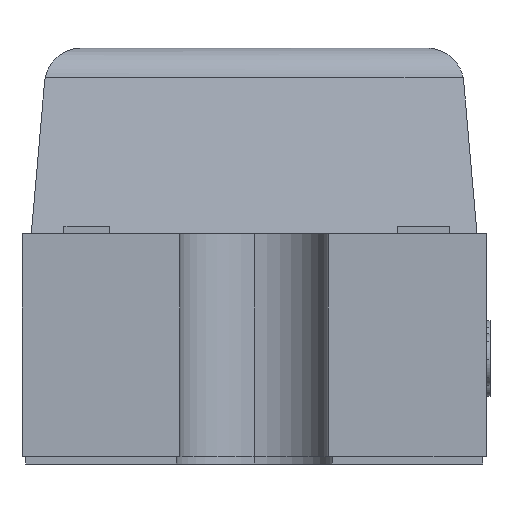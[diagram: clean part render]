
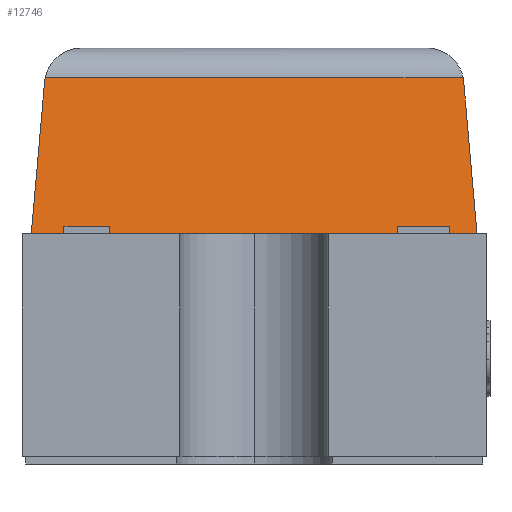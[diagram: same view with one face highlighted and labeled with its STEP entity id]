
A CAD part, left-side view. The second image highlights one B-rep face of the part: STEP entity #12746.
In plain terms, the highlighted planar face has unit normal (-0.981, 0, 0.196).
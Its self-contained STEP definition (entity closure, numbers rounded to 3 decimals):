
#439 = CARTESIAN_POINT ( 'NONE',  ( -0.617, 0.563, 1.016 ) ) ;
#615 = CARTESIAN_POINT ( 'NONE',  ( -0.7, 0.6, 0.6 ) ) ;
#737 = CARTESIAN_POINT ( 'NONE',  ( -0.616, -0.563, 1.02 ) ) ;
#807 = EDGE_CURVE ( 'NONE', #4514, #3161, #8171, .T. ) ;
#1158 = DIRECTION ( 'NONE',  ( 0.981, 0., -0.196 ) ) ;
#1194 = EDGE_CURVE ( 'NONE', #1671, #5051, #13685, .T. ) ;
#1208 = EDGE_CURVE ( 'NONE', #7639, #4514, #2780, .T. ) ;
#1238 = VERTEX_POINT ( 'NONE', #7881 ) ;
#1470 = CARTESIAN_POINT ( 'NONE',  ( -0.7, -0.527, 0.6 ) ) ;
#1671 = VERTEX_POINT ( 'NONE', #13351 ) ;
#1738 = DIRECTION ( 'NONE',  ( 0., -1., 0. ) ) ;
#1848 = CARTESIAN_POINT ( 'NONE',  ( -0.618, -0.564, 1.009 ) ) ;
#1924 = EDGE_LOOP ( 'NONE', ( #13934, #2946, #10391, #13992, #3665, #9083, #6225, #2909, #3812, #4301 ) ) ;
#2004 = DIRECTION ( 'NONE',  ( 0., 1., 0. ) ) ;
#2014 = DIRECTION ( 'NONE',  ( 0.195, 0.085, 0.977 ) ) ;
#2163 = CARTESIAN_POINT ( 'NONE',  ( -0.7, 0.6, 0.6 ) ) ;
#2750 = DIRECTION ( 'NONE',  ( 0., 1., 0. ) ) ;
#2780 = LINE ( 'NONE', #615, #9385 ) ;
#2909 = ORIENTED_EDGE ( 'NONE', *, *, #1208, .T. ) ;
#2946 = ORIENTED_EDGE ( 'NONE', *, *, #5391, .T. ) ;
#3055 = CARTESIAN_POINT ( 'NONE',  ( -0.7, 0.512, 0.6 ) ) ;
#3161 = VERTEX_POINT ( 'NONE', #1848 ) ;
#3186 = VECTOR ( 'NONE', #13205, 1000. ) ;
#3445 = LINE ( 'NONE', #2163, #15631 ) ;
#3665 = ORIENTED_EDGE ( 'NONE', *, *, #10166, .F. ) ;
#3812 = ORIENTED_EDGE ( 'NONE', *, *, #807, .T. ) ;
#4106 = DIRECTION ( 'NONE',  ( 0., -1., 0. ) ) ;
#4286 = CARTESIAN_POINT ( 'NONE',  ( -0.7, -0.527, 0.6 ) ) ;
#4292 = EDGE_CURVE ( 'NONE', #7983, #9645, #7531, .T. ) ;
#4301 = ORIENTED_EDGE ( 'NONE', *, *, #14923, .T. ) ;
#4357 = FACE_OUTER_BOUND ( 'NONE', #1924, .T. ) ;
#4514 = VERTEX_POINT ( 'NONE', #6872 ) ;
#4792 = VECTOR ( 'NONE', #2750, 1000. ) ;
#5051 = VERTEX_POINT ( 'NONE', #5386 ) ;
#5229 = LINE ( 'NONE', #1470, #4792 ) ;
#5300 = CARTESIAN_POINT ( 'NONE',  ( -0.618, 0.564, 1.012 ) ) ;
#5359 = CARTESIAN_POINT ( 'NONE',  ( -0.616, -0.563, 1.02 ) ) ;
#5361 = EDGE_CURVE ( 'NONE', #7639, #9645, #5229, .T. ) ;
#5386 = CARTESIAN_POINT ( 'NONE',  ( -0.7, 0.512, 0.6 ) ) ;
#5391 = EDGE_CURVE ( 'NONE', #8195, #1238, #14940, .T. ) ;
#6225 = ORIENTED_EDGE ( 'NONE', *, *, #5361, .F. ) ;
#6803 = CARTESIAN_POINT ( 'NONE',  ( -0.618, -0.564, 1.012 ) ) ;
#6872 = CARTESIAN_POINT ( 'NONE',  ( -0.7, -0.6, 0.6 ) ) ;
#6996 = VECTOR ( 'NONE', #2004, 1000. ) ;
#7509 = VECTOR ( 'NONE', #12430, 1000. ) ;
#7531 = LINE ( 'NONE', #8872, #7509 ) ;
#7639 = VERTEX_POINT ( 'NONE', #4286 ) ;
#7739 = CARTESIAN_POINT ( 'NONE',  ( -0.7, -0.386, 0.6 ) ) ;
#7881 = CARTESIAN_POINT ( 'NONE',  ( -0.618, 0.564, 1.009 ) ) ;
#7983 = VERTEX_POINT ( 'NONE', #10340 ) ;
#8171 = LINE ( 'NONE', #10406, #12670 ) ;
#8195 = VERTEX_POINT ( 'NONE', #13253 ) ;
#8835 = CARTESIAN_POINT ( 'NONE',  ( -0.7, 0.6, 0.6 ) ) ;
#8872 = CARTESIAN_POINT ( 'NONE',  ( -0.7, 0.6, 0.6 ) ) ;
#9083 = ORIENTED_EDGE ( 'NONE', *, *, #4292, .T. ) ;
#9188 = CARTESIAN_POINT ( 'NONE',  ( -0.618, -0.564, 1.009 ) ) ;
#9385 = VECTOR ( 'NONE', #1738, 1000. ) ;
#9542 = CARTESIAN_POINT ( 'NONE',  ( -0.7, 0.6, 0.6 ) ) ;
#9645 = VERTEX_POINT ( 'NONE', #7739 ) ;
#10106 = VERTEX_POINT ( 'NONE', #5359 ) ;
#10161 = CARTESIAN_POINT ( 'NONE',  ( -0.618, 0.564, 1.009 ) ) ;
#10166 = EDGE_CURVE ( 'NONE', #7983, #5051, #13948, .T. ) ;
#10340 = CARTESIAN_POINT ( 'NONE',  ( -0.7, 0.39, 0.6 ) ) ;
#10391 = ORIENTED_EDGE ( 'NONE', *, *, #14953, .F. ) ;
#10406 = CARTESIAN_POINT ( 'NONE',  ( -0.7, -0.6, 0.6 ) ) ;
#10647 = AXIS2_PLACEMENT_3D ( 'NONE', #9542, #1158, #15775 ) ;
#10653 = EDGE_CURVE ( 'NONE', #10106, #8195, #12151, .T. ) ;
#10979 = CARTESIAN_POINT ( 'NONE',  ( -0.616, 0.6, 1.02 ) ) ;
#11653 = CARTESIAN_POINT ( 'NONE',  ( -0.617, -0.563, 1.016 ) ) ;
#12151 = LINE ( 'NONE', #10979, #3186 ) ;
#12430 = DIRECTION ( 'NONE',  ( 0., -1., 0. ) ) ;
#12670 = VECTOR ( 'NONE', #2014, 1000. ) ;
#12746 = ADVANCED_FACE ( 'NONE', ( #4357 ), #13990, .F. ) ;
#13205 = DIRECTION ( 'NONE',  ( 0., 1., 0. ) ) ;
#13232 = DIRECTION ( 'NONE',  ( 0.195, -0.085, 0.977 ) ) ;
#13253 = CARTESIAN_POINT ( 'NONE',  ( -0.616, 0.563, 1.02 ) ) ;
#13351 = CARTESIAN_POINT ( 'NONE',  ( -0.7, 0.6, 0.6 ) ) ;
#13685 = LINE ( 'NONE', #8835, #14728 ) ;
#13799 = CARTESIAN_POINT ( 'NONE',  ( -0.616, 0.563, 1.02 ) ) ;
#13934 = ORIENTED_EDGE ( 'NONE', *, *, #10653, .T. ) ;
#13948 = LINE ( 'NONE', #3055, #6996 ) ;
#13990 = PLANE ( 'NONE',  #10647 ) ;
#13992 = ORIENTED_EDGE ( 'NONE', *, *, #1194, .T. ) ;
#14228 =( BOUNDED_CURVE ( )  B_SPLINE_CURVE ( 3, ( #9188, #6803, #11653, #737 ),
 .UNSPECIFIED., .F., .F. ) 
 B_SPLINE_CURVE_WITH_KNOTS ( ( 4, 4 ),
 ( 1.658, 1.768 ),
 .UNSPECIFIED. ) 
 CURVE ( )  GEOMETRIC_REPRESENTATION_ITEM ( )  RATIONAL_B_SPLINE_CURVE ( ( 1., 0.999, 0.999, 1. ) ) 
 REPRESENTATION_ITEM ( '' )  );
#14728 = VECTOR ( 'NONE', #4106, 1000. ) ;
#14923 = EDGE_CURVE ( 'NONE', #3161, #10106, #14228, .T. ) ;
#14940 =( BOUNDED_CURVE ( )  B_SPLINE_CURVE ( 3, ( #13799, #439, #5300, #10161 ),
 .UNSPECIFIED., .F., .T. ) 
 B_SPLINE_CURVE_WITH_KNOTS ( ( 4, 4 ),
 ( 4.515, 4.625 ),
 .UNSPECIFIED. ) 
 CURVE ( )  GEOMETRIC_REPRESENTATION_ITEM ( )  RATIONAL_B_SPLINE_CURVE ( ( 1., 0.999, 0.999, 1. ) ) 
 REPRESENTATION_ITEM ( '' )  );
#14953 = EDGE_CURVE ( 'NONE', #1671, #1238, #3445, .T. ) ;
#15631 = VECTOR ( 'NONE', #13232, 1000. ) ;
#15775 = DIRECTION ( 'NONE',  ( -0.196, 0., -0.981 ) ) ;
